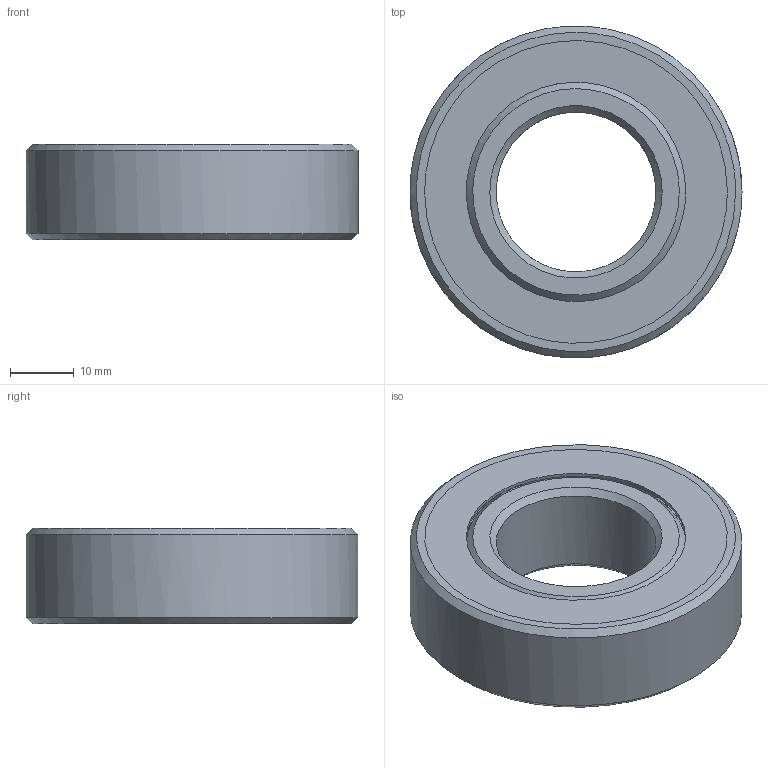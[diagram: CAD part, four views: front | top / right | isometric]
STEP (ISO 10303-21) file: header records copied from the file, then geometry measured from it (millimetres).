
FILE_DESCRIPTION(('FreeCAD Model'),'2;1');
FILE_NAME('Open CASCADE Shape Model','2025-05-05T03:32:00',('FreeCAD'),( 'FreeCAD'),'Open CASCADE STEP processor 7.6','FreeCAD','Unknown');
FILE_SCHEMA(('AUTOMOTIVE_DESIGN { 1 0 10303 214 1 1 1 1 }'));
Length unit declared in the file: millimetre
Products named in the file (1): Open CASCADE STEP translator 7.6 1
Bounding box: 52 x 51.92 x 15 mm (x, y, z)
Volume: 15591.1 mm3; surface area: 15619.2 mm2
Topology: 16 solids, 16 shells, 136 faces, 512 edges, 346 vertices
Faces by surface type: bspline 136
Entity records: 8294 total; most frequent: CARTESIAN_POINT 5953, ORIENTED_EDGE 884, EDGE_CURVE 442, VERTEX_POINT 336, B_SPLINE_CURVE_WITH_KNOTS 154, FACE_BOUND 146, ADVANCED_FACE 136, EDGE_LOOP 136
